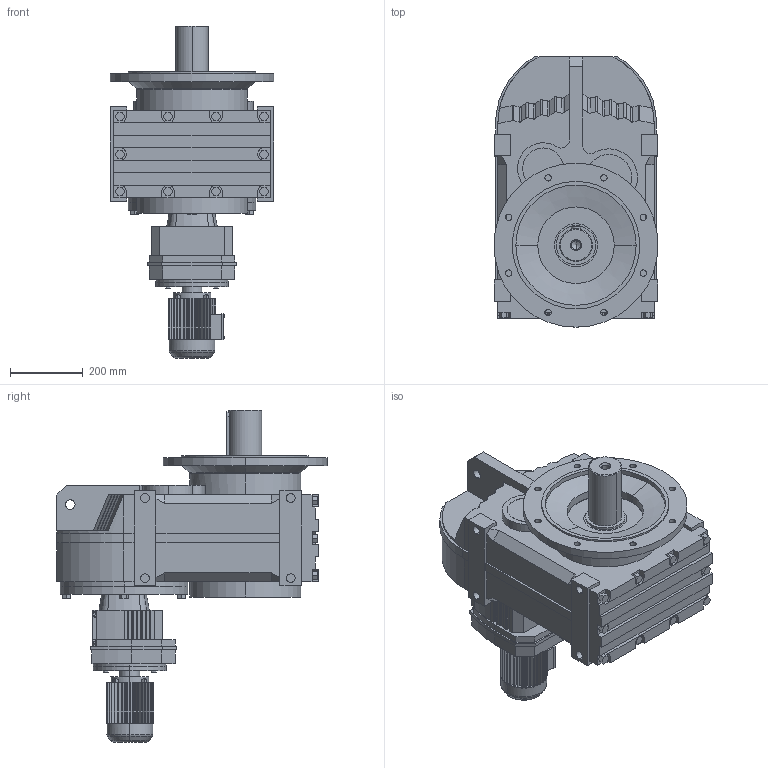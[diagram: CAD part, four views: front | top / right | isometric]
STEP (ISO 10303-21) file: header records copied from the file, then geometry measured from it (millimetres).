
FILE_DESCRIPTION(('Open CASCADE Model'),'2;1');
FILE_NAME('Open CASCADE Shape Model','2019-08-22T19:07:14',('Author'),( 'Open CASCADE'),'Open CASCADE STEP processor 6.3','Open CASCADE 6.3' ,'Unknown');
FILE_SCHEMA(('AUTOMOTIVE_DESIGN_CC2 { 1 2 10303 214 -1 1 5 4 }'));
Length unit declared in the file: millimetre
Products named in the file (6): 1_FF107R77-Y63M; FA27‵157_107.step; 萇儂_200_Y63M.step; R_107_77.step; す瑩妗陑粣F_107.step; 楊擘F_107.step
Assembly tree (5 placements, depth 2):
  1_FF107R77-Y63M
    FA27‵157_107.step
    萇儂_200_Y63M.step
    R_107_77.step
    す瑩妗陑粣F_107.step
    楊擘F_107.step
Bounding box: 450 x 742 x 911 mm (x, y, z)
Volume: 91929727.3 mm3; surface area: 2699692.8 mm2
Topology: 5 solids, 5 shells, 1070 faces, 2832 edges, 1848 vertices
Faces by surface type: plane 758, cylinder 272, cone 20, bspline 16, torus 4
Entity records: 72683 total; most frequent: CARTESIAN_POINT 18226, DIRECTION 9526, ORIENTED_EDGE 5660, PCURVE 5660, DEFINITIONAL_REPRESENTATION 5660, LINE 5505, VECTOR 5505, EDGE_CURVE 2830
